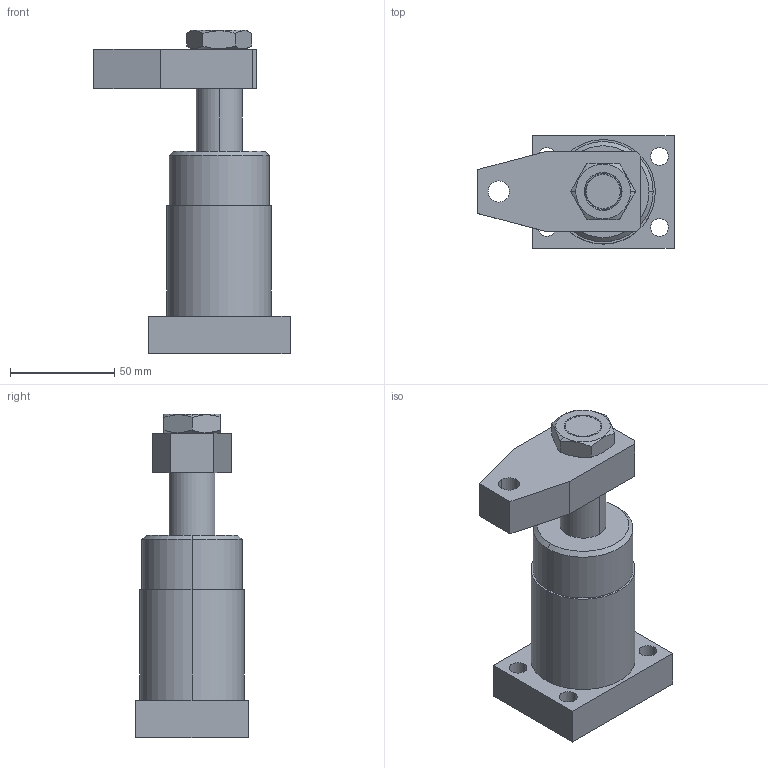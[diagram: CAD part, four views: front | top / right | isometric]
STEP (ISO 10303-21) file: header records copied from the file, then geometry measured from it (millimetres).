
FILE_DESCRIPTION (( 'STEP AP203' ), '1' );
FILE_NAME ('HNFS-32A-F.STEP', '2019-10-12T07:43:21', ( '微软用户' ), ( '微软中国' ), 'SwSTEP 2.0', 'SolidWorks 2012', '' );
FILE_SCHEMA (( 'CONFIG_CONTROL_DESIGN' ));
Length unit declared in the file: millimetre
Products named in the file (5): HNFS-32A-F掛极; 32A活塞杆; 32等旋; hex thin nuts grades ab gb_GB_FASTENER_NUT_STNABTT  B M18X1.5-N; HNFS-32A-F
Assembly tree (4 placements, depth 2):
  HNFS-32A-F
    HNFS-32A-F掛极
    32A活塞杆
    32等旋
    hex thin nuts grades ab gb_GB_FASTENER_NUT_STNABTT  B M18X1.5-N
Bounding box: 94 x 54 x 155 mm (x, y, z)
Volume: 279174.2 mm3; surface area: 44602.6 mm2
Topology: 4 solids, 4 shells, 109 faces, 255 edges, 164 vertices
Faces by surface type: plane 55, cylinder 30, cone 18, bspline 4, torus 2
Entity records: 3896 total; most frequent: CARTESIAN_POINT 823, DIRECTION 543, ORIENTED_EDGE 510, EDGE_CURVE 255, AXIS2_PLACEMENT_3D 196, VERTEX_POINT 164, VECTOR 151, LINE 151
